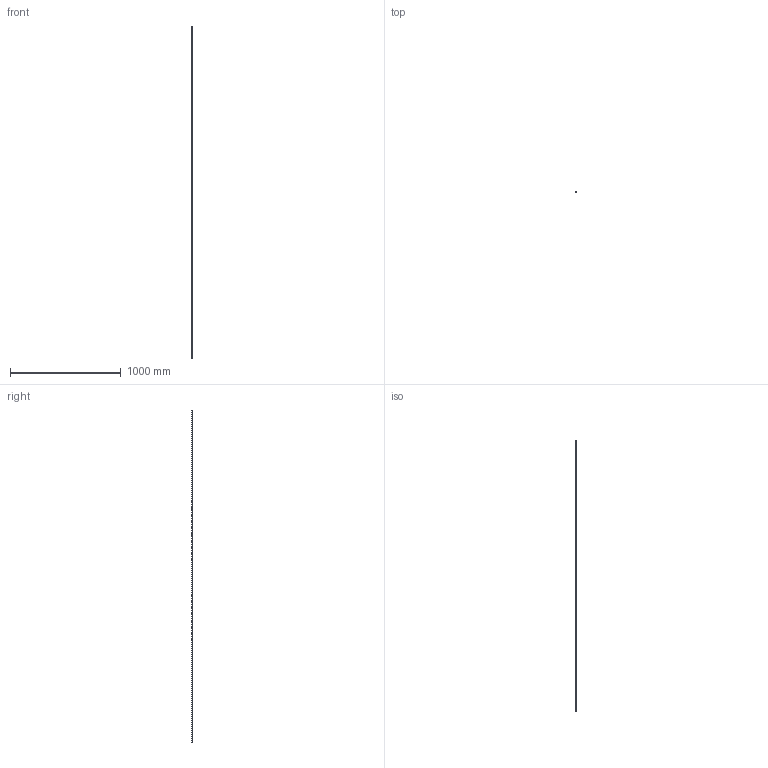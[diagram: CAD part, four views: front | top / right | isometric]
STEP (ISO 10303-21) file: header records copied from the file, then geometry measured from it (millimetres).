
FILE_DESCRIPTION (( 'STEP AP203' ), '1' );
FILE_NAME ('15x5,5 Delikli Montaj Raylarý - 3 m.STEP', '2019-03-29T08:06:18', ( '' ), ( '' ), 'SwSTEP 2.0', 'SolidWorks 2011', '' );
FILE_SCHEMA (( 'CONFIG_CONTROL_DESIGN' ));
Length unit declared in the file: millimetre
Products named in the file (1): 15x5,5 Delikli Montaj Raylarý - 3 m
Bounding box: 15 x 5 x 3000 mm (x, y, z)
Volume: 52372.9 mm3; surface area: 115048.9 mm2
Topology: 1 solids, 1 shells, 772 faces, 2310 edges, 1540 vertices
Faces by surface type: cylinder 458, plane 314
Entity records: 27027 total; most frequent: DIRECTION 4772, CARTESIAN_POINT 4623, ORIENTED_EDGE 4620, EDGE_CURVE 2310, AXIS2_PLACEMENT_3D 1689, VERTEX_POINT 1540, LINE 1394, VECTOR 1394
